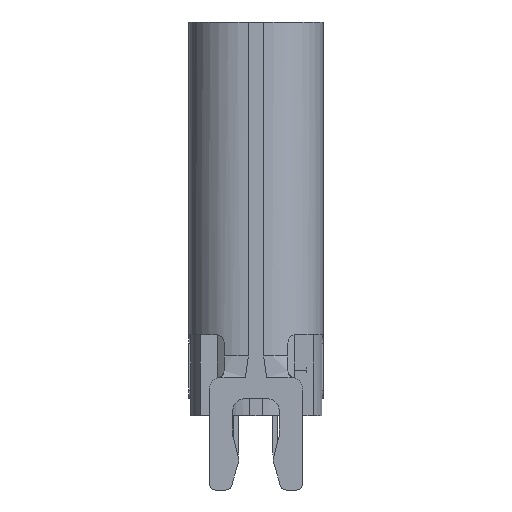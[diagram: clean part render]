
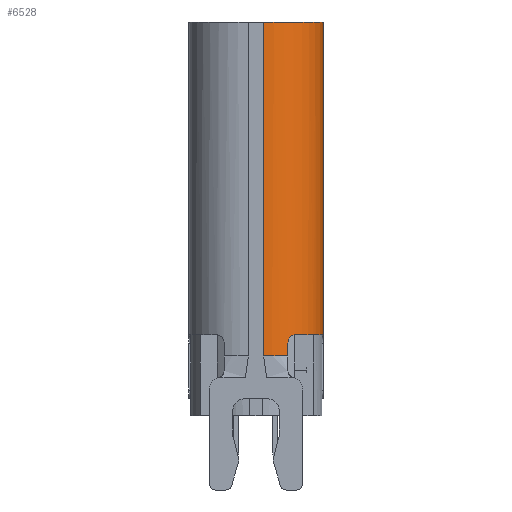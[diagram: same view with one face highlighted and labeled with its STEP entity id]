
A CAD part, left-side view. The second image highlights one B-rep face of the part: STEP entity #6528.
In plain terms, the highlighted cylindrical face has radius 1.4 mm (diameter 2.8 mm), a partial arc.
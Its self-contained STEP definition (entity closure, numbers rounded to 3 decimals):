
#6528=ADVANCED_FACE('',(#13480),#13481,.T.);
#13480=FACE_OUTER_BOUND('',#17260,.T.);
#13481=CYLINDRICAL_SURFACE('',#17261,1.4);
#14485=EDGE_CURVE('',#19037,#19039,#19041,.T.);
#17260=EDGE_LOOP('',(#24370,#24371,#24372,#24373,#24374,#24375,#24376,#24377,#24378));
#17261=AXIS2_PLACEMENT_3D('',#24379,#24380,#24381);
#19037=VERTEX_POINT('',#28084);
#19039=VERTEX_POINT('',#28087);
#19041=CIRCLE('',#28089,1.4);
#24370=ORIENTED_EDGE('',*,*,#34200,.T.);
#24371=ORIENTED_EDGE('',*,*,#33987,.F.);
#24372=ORIENTED_EDGE('',*,*,#34045,.T.);
#24373=ORIENTED_EDGE('',*,*,#34201,.T.);
#24374=ORIENTED_EDGE('',*,*,#34202,.T.);
#24375=ORIENTED_EDGE('',*,*,#34203,.T.);
#24376=ORIENTED_EDGE('',*,*,#34204,.T.);
#24377=ORIENTED_EDGE('',*,*,#34205,.T.);
#24378=ORIENTED_EDGE('',*,*,#14485,.T.);
#24379=CARTESIAN_POINT('',(-64.465,-2.236,-48.7));
#24380=DIRECTION('',(0.0,0.0,-1.0));
#24381=DIRECTION('',(1.0,0.0,0.0));
#28084=CARTESIAN_POINT('',(-65.245,-3.399,-48.043));
#28087=CARTESIAN_POINT('',(-65.129,-3.469,-48.043));
#28089=AXIS2_PLACEMENT_3D('',#35176,#35177,#35178);
#33987=EDGE_CURVE('',#38362,#38363,#38364,.T.);
#34045=EDGE_CURVE('',#38362,#38464,#38466,.T.);
#34200=EDGE_CURVE('',#19039,#38363,#38718,.T.);
#34201=EDGE_CURVE('',#38464,#38719,#38720,.T.);
#34202=EDGE_CURVE('',#38719,#38721,#38722,.T.);
#34203=EDGE_CURVE('',#38721,#38723,#38724,.T.);
#34204=EDGE_CURVE('',#38723,#38725,#38726,.T.);
#34205=EDGE_CURVE('',#38725,#19037,#38727,.T.);
#35176=CARTESIAN_POINT('',(-64.465,-2.236,-48.043));
#35177=DIRECTION('',(0.0,0.0,1.0));
#35178=DIRECTION('',(-0.557,-0.83,0.0));
#38362=VERTEX_POINT('',#41062);
#38363=VERTEX_POINT('',#41063);
#38364=LINE('',#41064,#41065);
#38464=VERTEX_POINT('',#41203);
#38466=CIRCLE('',#41206,1.4);
#38718=CIRCLE('',#41586,1.4);
#38719=VERTEX_POINT('',#41587);
#38720=LINE('',#41588,#41589);
#38721=VERTEX_POINT('',#41590);
#38722=CIRCLE('',#41591,1.4);
#38723=VERTEX_POINT('',#41592);
#38724=LINE('',#41593,#41594);
#38725=VERTEX_POINT('',#41595);
#38726=B_SPLINE_CURVE_WITH_KNOTS('',3,(#41596,#41597,#41598,#41599,#41600,#41601,#41602,#41603,#41604),.UNSPECIFIED.,.F.,.F.,(4,1,1,1,1,1,4),(0.0,0.167,0.333,0.5,0.667,0.833,1.0),.UNSPECIFIED.);
#38727=CIRCLE('',#41605,1.4);
#41062=CARTESIAN_POINT('',(-64.465,-3.636,-40.693));
#41063=CARTESIAN_POINT('',(-64.465,-3.636,-48.043));
#41064=CARTESIAN_POINT('',(-64.465,-3.636,-40.693));
#41065=VECTOR('',#44076,7.35);
#41203=CARTESIAN_POINT('',(-65.865,-2.236,-40.693));
#41206=AXIS2_PLACEMENT_3D('',#44170,#44171,#44172);
#41586=AXIS2_PLACEMENT_3D('',#44400,#44401,#44402);
#41587=CARTESIAN_POINT('',(-65.865,-2.236,-48.543));
#41588=CARTESIAN_POINT('',(-65.865,-2.236,-40.693));
#41589=VECTOR('',#44403,7.85);
#41590=CARTESIAN_POINT('',(-65.744,-2.806,-48.543));
#41591=AXIS2_PLACEMENT_3D('',#44404,#44405,#44406);
#41592=CARTESIAN_POINT('',(-65.744,-2.806,-48.243));
#41593=CARTESIAN_POINT('',(-65.744,-2.806,-48.543));
#41594=VECTOR('',#44407,0.3);
#41595=CARTESIAN_POINT('',(-65.649,-2.983,-48.043));
#41596=CARTESIAN_POINT('',(-65.744,-2.806,-48.243));
#41597=CARTESIAN_POINT('',(-65.744,-2.806,-48.226));
#41598=CARTESIAN_POINT('',(-65.742,-2.81,-48.192));
#41599=CARTESIAN_POINT('',(-65.733,-2.829,-48.142));
#41600=CARTESIAN_POINT('',(-65.72,-2.858,-48.1));
#41601=CARTESIAN_POINT('',(-65.701,-2.895,-48.068));
#41602=CARTESIAN_POINT('',(-65.676,-2.939,-48.048));
#41603=CARTESIAN_POINT('',(-65.658,-2.969,-48.043));
#41604=CARTESIAN_POINT('',(-65.649,-2.983,-48.043));
#41605=AXIS2_PLACEMENT_3D('',#44408,#44409,#44410);
#44076=DIRECTION('',(0.0,0.0,-1.0));
#44170=CARTESIAN_POINT('',(-64.465,-2.236,-40.693));
#44171=DIRECTION('',(-0.0,0.0,-1.0));
#44172=DIRECTION('',(0.,-1.0,0.0));
#44400=CARTESIAN_POINT('',(-64.465,-2.236,-48.043));
#44401=DIRECTION('',(0.0,0.0,1.0));
#44402=DIRECTION('',(-0.474,-0.88,0.0));
#44403=DIRECTION('',(0.,0.,-1.0));
#44404=CARTESIAN_POINT('',(-64.465,-2.236,-48.543));
#44405=DIRECTION('',(0.0,0.0,1.0));
#44406=DIRECTION('',(-1.0,0.,0.0));
#44407=DIRECTION('',(0.,0.,1.));
#44408=CARTESIAN_POINT('',(-64.465,-2.236,-48.043));
#44409=DIRECTION('',(0.0,0.0,1.0));
#44410=DIRECTION('',(-0.846,-0.533,0.0));
